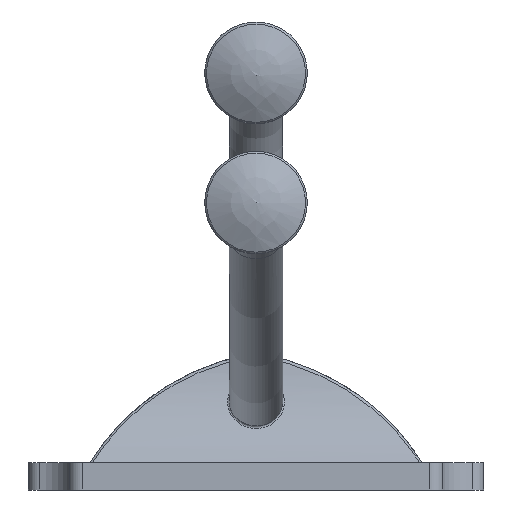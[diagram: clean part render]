
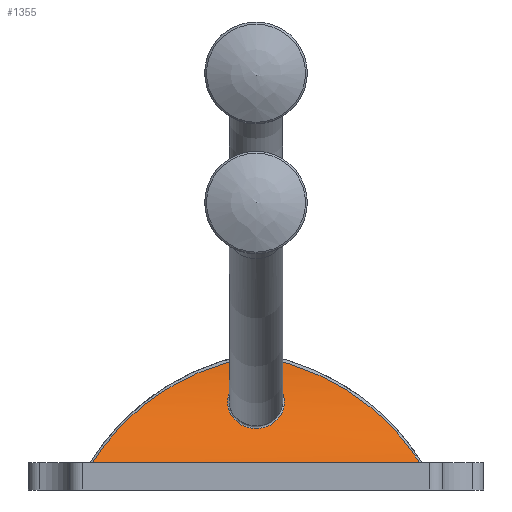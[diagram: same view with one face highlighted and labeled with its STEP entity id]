
A CAD part, front view. The second image highlights one B-rep face of the part: STEP entity #1355.
In plain terms, the highlighted cylindrical face has radius 25 mm (diameter 50 mm), a partial arc.
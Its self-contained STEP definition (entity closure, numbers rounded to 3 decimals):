
#65=FACE_BOUND('',#319,.T.);
#72=LINE('',#2385,#139);
#139=VECTOR('',#1637,10.);
#206=CYLINDRICAL_SURFACE('',#1455,25.);
#239=FACE_OUTER_BOUND('',#318,.T.);
#318=EDGE_LOOP('',(#921,#922,#923,#924));
#319=EDGE_LOOP('',(#925));
#407=B_SPLINE_CURVE_WITH_KNOTS('',3,(#2347,#2348,#2349,#2350,#2351,#2352,
#2353,#2354,#2355,#2356,#2357,#2358,#2359,#2360,#2361,#2362,#2363),
 .UNSPECIFIED.,.T.,.F.,(4,1,1,1,1,1,1,1,1,1,1,1,1,1,4),(-2.499,
-2.321,-2.142,-1.964,-1.83,
-1.785,-1.607,-1.428,-1.25,
-1.071,-0.714,-0.536,-0.357,
-0.179,0.),.UNSPECIFIED.);
#408=B_SPLINE_CURVE_WITH_KNOTS('',3,(#2367,#2368,#2369,#2370,#2371,#2372),
 .UNSPECIFIED.,.F.,.F.,(4,1,1,4),(0.,1.343,2.239,
3.131),.UNSPECIFIED.);
#409=B_SPLINE_CURVE_WITH_KNOTS('',3,(#2374,#2375,#2376,#2377),
 .UNSPECIFIED.,.F.,.F.,(4,4),(0.,0.049),.UNSPECIFIED.);
#410=B_SPLINE_CURVE_WITH_KNOTS('',3,(#2379,#2380,#2381,#2382,#2383,#2384),
 .UNSPECIFIED.,.F.,.F.,(4,1,1,4),(0.078,0.97,
1.865,3.209),.UNSPECIFIED.);
#548=VERTEX_POINT('',#2322);
#551=VERTEX_POINT('',#2365);
#552=VERTEX_POINT('',#2366);
#553=VERTEX_POINT('',#2373);
#554=VERTEX_POINT('',#2378);
#698=EDGE_CURVE('',#548,#548,#407,.T.);
#699=EDGE_CURVE('',#551,#552,#408,.T.);
#700=EDGE_CURVE('',#553,#551,#409,.T.);
#701=EDGE_CURVE('',#554,#553,#410,.T.);
#702=EDGE_CURVE('',#552,#554,#72,.T.);
#921=ORIENTED_EDGE('',*,*,#699,.F.);
#922=ORIENTED_EDGE('',*,*,#700,.F.);
#923=ORIENTED_EDGE('',*,*,#701,.F.);
#924=ORIENTED_EDGE('',*,*,#702,.F.);
#925=ORIENTED_EDGE('',*,*,#698,.F.);
#1355=ADVANCED_FACE('',(#239,#65),#206,.F.);
#1455=AXIS2_PLACEMENT_3D('',#2364,#1635,#1636);
#1635=DIRECTION('center_axis',(-1.,0.,0.));
#1636=DIRECTION('ref_axis',(0.,0.658,-0.753));
#1637=DIRECTION('',(-1.,0.,0.));
#2322=CARTESIAN_POINT('',(4.145,-6.436,13.045));
#2347=CARTESIAN_POINT('Ctrl Pts',(4.145,-6.436,13.045));
#2348=CARTESIAN_POINT('Ctrl Pts',(4.117,-6.186,13.631));
#2349=CARTESIAN_POINT('Ctrl Pts',(3.78,-5.74,14.812));
#2350=CARTESIAN_POINT('Ctrl Pts',(2.503,-5.318,16.233));
#2351=CARTESIAN_POINT('Ctrl Pts',(0.858,-5.153,16.904));
#2352=CARTESIAN_POINT('Ctrl Pts',(-0.423,-5.154,
16.896));
#2353=CARTESIAN_POINT('Ctrl Pts',(-1.654,-5.226,16.609));
#2354=CARTESIAN_POINT('Ctrl Pts',(-2.917,-5.408,15.9));
#2355=CARTESIAN_POINT('Ctrl Pts',(-4.005,-5.901,14.344));
#2356=CARTESIAN_POINT('Ctrl Pts',(-4.27,-6.626,12.545));
#2357=CARTESIAN_POINT('Ctrl Pts',(-3.564,-7.749,10.304));
#2358=CARTESIAN_POINT('Ctrl Pts',(-1.382,-8.713,8.857));
#2359=CARTESIAN_POINT('Ctrl Pts',(1.246,-8.606,9.012));
#2360=CARTESIAN_POINT('Ctrl Pts',(2.885,-8.043,9.88));
#2361=CARTESIAN_POINT('Ctrl Pts',(3.957,-7.235,11.297));
#2362=CARTESIAN_POINT('Ctrl Pts',(4.174,-6.685,12.459));
#2363=CARTESIAN_POINT('Ctrl Pts',(4.145,-6.436,13.045));
#2364=CARTESIAN_POINT('Origin',(0.,-29.439,22.835));
#2365=CARTESIAN_POINT('',(0.246,-4.659,19.52));
#2366=CARTESIAN_POINT('',(23.896,-13.,4.));
#2367=CARTESIAN_POINT('Ctrl Pts',(0.246,-4.659,19.52));
#2368=CARTESIAN_POINT('Ctrl Pts',(4.662,-4.756,18.8));
#2369=CARTESIAN_POINT('Ctrl Pts',(11.791,-5.091,16.164));
#2370=CARTESIAN_POINT('Ctrl Pts',(19.727,-7.733,9.801));
#2371=CARTESIAN_POINT('Ctrl Pts',(22.771,-10.967,5.775));
#2372=CARTESIAN_POINT('Ctrl Pts',(23.896,-13.,4.));
#2373=CARTESIAN_POINT('',(-0.246,-4.659,19.52));
#2374=CARTESIAN_POINT('Ctrl Pts',(-0.246,-4.659,
19.52));
#2375=CARTESIAN_POINT('Ctrl Pts',(-0.084,-4.656,
19.547));
#2376=CARTESIAN_POINT('Ctrl Pts',(0.084,-4.656,
19.547));
#2377=CARTESIAN_POINT('Ctrl Pts',(0.246,-4.659,19.52));
#2378=CARTESIAN_POINT('',(-23.896,-13.,4.));
#2379=CARTESIAN_POINT('Ctrl Pts',(-23.896,-13.,4.));
#2380=CARTESIAN_POINT('Ctrl Pts',(-22.771,-10.967,5.775));
#2381=CARTESIAN_POINT('Ctrl Pts',(-19.726,-7.733,9.801));
#2382=CARTESIAN_POINT('Ctrl Pts',(-11.791,-5.091,16.164));
#2383=CARTESIAN_POINT('Ctrl Pts',(-4.662,-4.756,18.8));
#2384=CARTESIAN_POINT('Ctrl Pts',(-0.246,-4.659,
19.52));
#2385=CARTESIAN_POINT('',(0.,-13.,4.));
